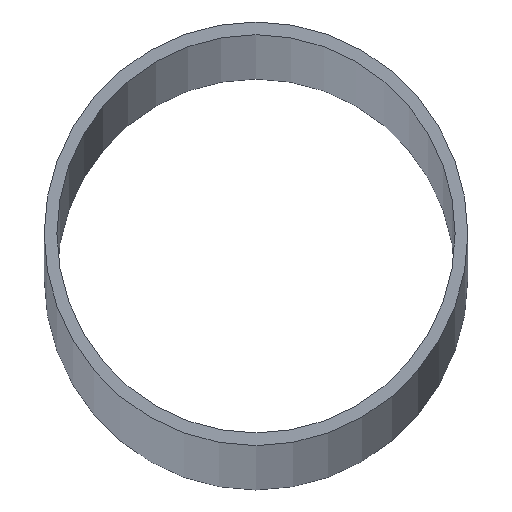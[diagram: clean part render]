
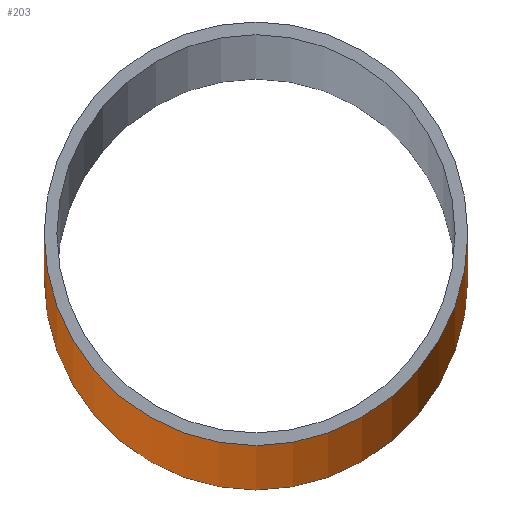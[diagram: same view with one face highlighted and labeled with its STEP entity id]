
A CAD part, top view. The second image highlights one B-rep face of the part: STEP entity #203.
In plain terms, the highlighted cylindrical face has radius 25 mm (diameter 50 mm), a partial arc.
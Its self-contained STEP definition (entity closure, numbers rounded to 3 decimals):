
#5 = CARTESIAN_POINT ( 'NONE',  ( -25., 0., 0. ) ) ;
#12 = CARTESIAN_POINT ( 'NONE',  ( 0., 0., -3000. ) ) ;
#21 = AXIS2_PLACEMENT_3D ( 'NONE', #12, #117, #53 ) ;
#22 = AXIS2_PLACEMENT_3D ( 'NONE', #180, #208, #188 ) ;
#30 = VERTEX_POINT ( 'NONE', #164 ) ;
#53 = DIRECTION ( 'NONE',  ( 1., 0., 0. ) ) ;
#65 = DIRECTION ( 'NONE',  ( 0., 0., 1. ) ) ;
#66 = VERTEX_POINT ( 'NONE', #5 ) ;
#75 = FACE_OUTER_BOUND ( 'NONE', #124, .T. ) ;
#77 = CYLINDRICAL_SURFACE ( 'NONE', #21, 25. ) ;
#83 = ORIENTED_EDGE ( 'NONE', *, *, #126, .F. ) ;
#91 = CARTESIAN_POINT ( 'NONE',  ( 25., 0., -3000. ) ) ;
#99 = CARTESIAN_POINT ( 'NONE',  ( 0., 0., -3000. ) ) ;
#102 = ORIENTED_EDGE ( 'NONE', *, *, #146, .T. ) ;
#111 = ORIENTED_EDGE ( 'NONE', *, *, #133, .T. ) ;
#112 = ORIENTED_EDGE ( 'NONE', *, *, #200, .F. ) ;
#113 = LINE ( 'NONE', #141, #150 ) ;
#117 = DIRECTION ( 'NONE',  ( 0., 0., 1. ) ) ;
#120 = VERTEX_POINT ( 'NONE', #128 ) ;
#124 = EDGE_LOOP ( 'NONE', ( #112, #102, #111, #83 ) ) ;
#126 = EDGE_CURVE ( 'NONE', #66, #30, #157, .T. ) ;
#128 = CARTESIAN_POINT ( 'NONE',  ( 25., 0., -3000. ) ) ;
#130 = CIRCLE ( 'NONE', #155, 25. ) ;
#133 = EDGE_CURVE ( 'NONE', #120, #30, #183, .T. ) ;
#140 = VECTOR ( 'NONE', #204, 1000. ) ;
#141 = CARTESIAN_POINT ( 'NONE',  ( -25., 0., -3000. ) ) ;
#146 = EDGE_CURVE ( 'NONE', #172, #120, #130, .T. ) ;
#150 = VECTOR ( 'NONE', #170, 1000. ) ;
#155 = AXIS2_PLACEMENT_3D ( 'NONE', #99, #65, #193 ) ;
#157 = CIRCLE ( 'NONE', #22, 25. ) ;
#164 = CARTESIAN_POINT ( 'NONE',  ( 25., 0., 0. ) ) ;
#170 = DIRECTION ( 'NONE',  ( 0., 0., 1. ) ) ;
#172 = VERTEX_POINT ( 'NONE', #185 ) ;
#180 = CARTESIAN_POINT ( 'NONE',  ( 0., 0., 0. ) ) ;
#183 = LINE ( 'NONE', #91, #140 ) ;
#185 = CARTESIAN_POINT ( 'NONE',  ( -25., 0., -3000. ) ) ;
#188 = DIRECTION ( 'NONE',  ( 1., 0., 0. ) ) ;
#193 = DIRECTION ( 'NONE',  ( 1., 0., 0. ) ) ;
#200 = EDGE_CURVE ( 'NONE', #172, #66, #113, .T. ) ;
#203 = ADVANCED_FACE ( 'NONE', ( #75 ), #77, .T. ) ;
#204 = DIRECTION ( 'NONE',  ( 0., 0., 1. ) ) ;
#208 = DIRECTION ( 'NONE',  ( 0., 0., 1. ) ) ;
